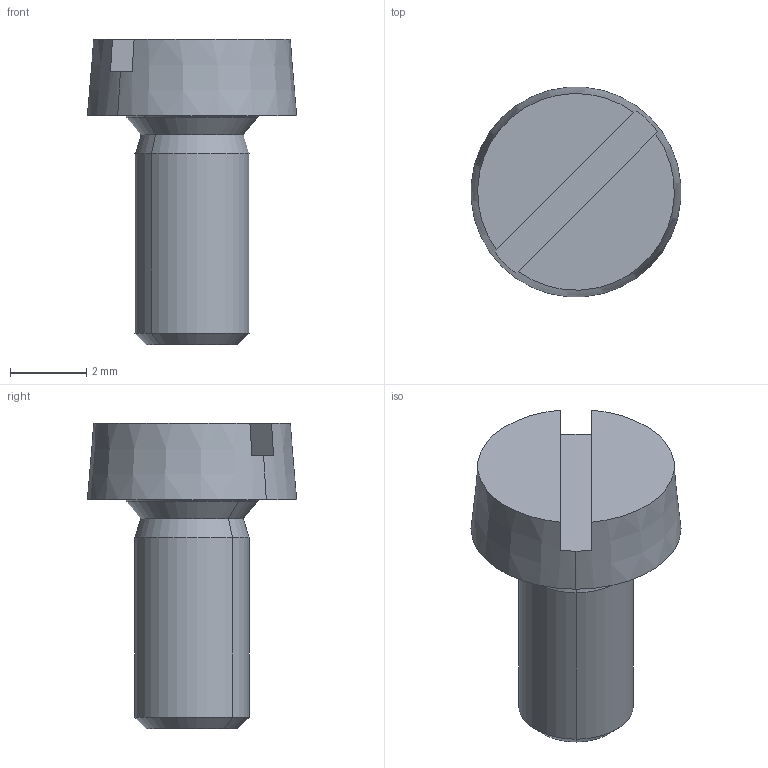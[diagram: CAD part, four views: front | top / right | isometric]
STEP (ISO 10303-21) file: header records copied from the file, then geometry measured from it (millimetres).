
FILE_DESCRIPTION((''),'2;1');
FILE_NAME('BOSSARD_BN1061-1401173_v.stp','2015-06-18T17:21:29',(''),(''),'Mechanical Desktop 2011','Mechanical Desktop 2011',', , ');
FILE_SCHEMA(('AUTOMOTIVE_DESIGN { 1 2 10303 214 1 1 1 1 }'));
Length unit declared in the file: millimetre
Products named in the file (1): Product
Bounding box: 5.48 x 5.48 x 8 mm (x, y, z)
Volume: 82.9 mm3; surface area: 139.3 mm2
Topology: 1 solids, 1 shells, 19 faces, 40 edges, 24 vertices
Faces by surface type: cone 8, plane 7, cylinder 2, torus 2
Entity records: 573 total; most frequent: CARTESIAN_POINT 108, DIRECTION 98, ORIENTED_EDGE 80, AXIS2_PLACEMENT_3D 42, EDGE_CURVE 40, VERTEX_POINT 24, CIRCLE 22, EDGE_LOOP 20
